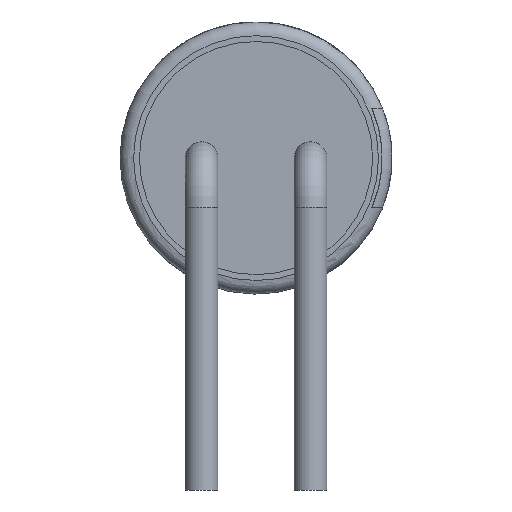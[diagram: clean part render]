
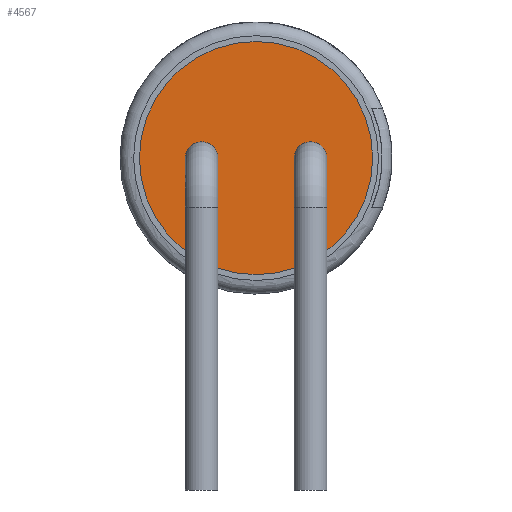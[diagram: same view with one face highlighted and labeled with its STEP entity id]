
A CAD part, front view. The second image highlights one B-rep face of the part: STEP entity #4567.
In plain terms, the highlighted planar face has unit normal (0, -1, 0).
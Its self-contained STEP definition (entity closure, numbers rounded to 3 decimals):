
#224=PLANE('',#4871);
#247=FACE_BOUND('',#985,.T.);
#248=FACE_BOUND('',#986,.T.);
#721=FACE_OUTER_BOUND('',#984,.T.);
#984=EDGE_LOOP('',(#4048));
#985=EDGE_LOOP('',(#4049));
#986=EDGE_LOOP('',(#4050));
#1106=CIRCLE('',#4866,0.3);
#1107=CIRCLE('',#4868,0.3);
#1108=CIRCLE('',#4870,2.143);
#2118=VERTEX_POINT('',#11068);
#2119=VERTEX_POINT('',#11072);
#2120=VERTEX_POINT('',#11076);
#2760=EDGE_CURVE('',#2118,#2118,#1106,.T.);
#2762=EDGE_CURVE('',#2119,#2119,#1107,.T.);
#2764=EDGE_CURVE('',#2120,#2120,#1108,.T.);
#4048=ORIENTED_EDGE('',*,*,#2764,.T.);
#4049=ORIENTED_EDGE('',*,*,#2760,.T.);
#4050=ORIENTED_EDGE('',*,*,#2762,.T.);
#4567=ADVANCED_FACE('',(#721,#247,#248),#224,.T.);
#4866=AXIS2_PLACEMENT_3D('',#11070,#5719,#5720);
#4868=AXIS2_PLACEMENT_3D('',#11074,#5724,#5725);
#4870=AXIS2_PLACEMENT_3D('',#11078,#5729,#5730);
#4871=AXIS2_PLACEMENT_3D('',#11079,#5731,#5732);
#5719=DIRECTION('center_axis',(0.,1.,0.));
#5720=DIRECTION('ref_axis',(1.,0.,0.));
#5724=DIRECTION('center_axis',(0.,1.,0.));
#5725=DIRECTION('ref_axis',(1.,0.,0.));
#5729=DIRECTION('center_axis',(0.,-1.,0.));
#5730=DIRECTION('ref_axis',(1.,0.,0.));
#5731=DIRECTION('center_axis',(0.,-1.,0.));
#5732=DIRECTION('ref_axis',(0.,0.,-1.));
#11068=CARTESIAN_POINT('',(0.7,0.1,0.));
#11070=CARTESIAN_POINT('Origin',(1.,0.1,0.));
#11072=CARTESIAN_POINT('',(-1.3,0.1,0.));
#11074=CARTESIAN_POINT('Origin',(-1.,0.1,0.));
#11076=CARTESIAN_POINT('',(-2.143,0.1,0.));
#11078=CARTESIAN_POINT('Origin',(0.,0.1,0.));
#11079=CARTESIAN_POINT('Origin',(0.,0.1,0.));
